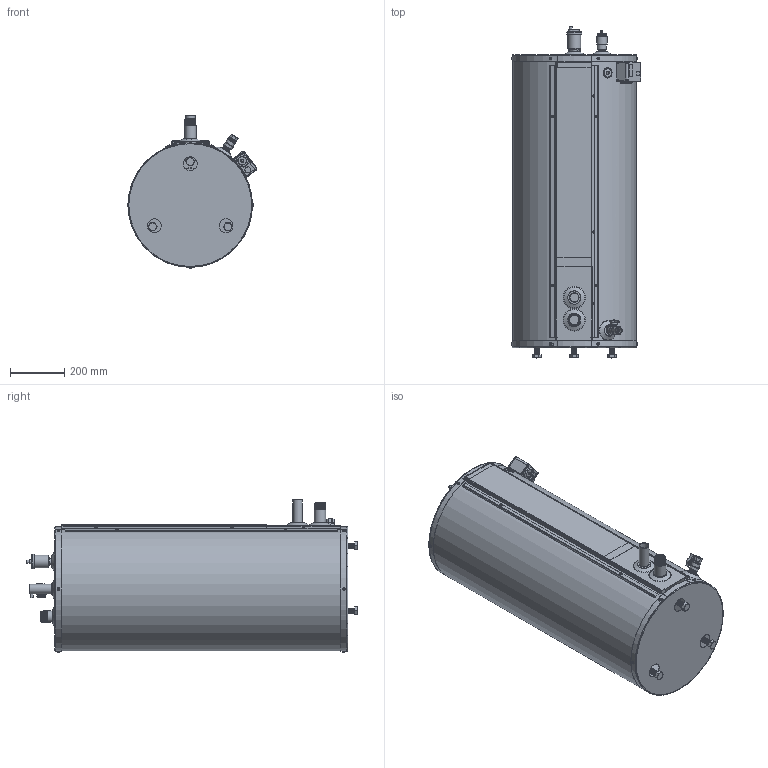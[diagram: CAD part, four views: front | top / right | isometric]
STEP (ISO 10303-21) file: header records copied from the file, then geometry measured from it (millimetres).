
FILE_DESCRIPTION (( 'STEP AP214' ), '1' );
FILE_NAME ('Turbomax 23.STEP', '2019-09-26T18:28:16', ( '' ), ( '' ), 'SwSTEP 2.0', 'SolidWorks 2019', '' );
FILE_SCHEMA (( 'AUTOMOTIVE_DESIGN' ));
Length unit declared in the file: inch
Products named in the file (1): Turbomax 23
Bounding box: 476.99 x 1223.04 x 560.64 mm (x, y, z)
Volume: 2512858.3 mm3; surface area: 4606693.9 mm2
Topology: 60 solids, 61 shells, 2374 faces, 5376 edges, 3172 vertices
Faces by surface type: plane 882, cone 700, cylinder 591, bspline 109, torus 78, sphere 14
Full cylindrical faces by diameter (mm): 2.381 x2, 3.566 x220, 4.039 x2, 4.763 x6, 4.826 x20, 5.08 x2, 5.105 x14, 5.588 x2, 7.62 x2, 9.474 x20, 11.113 x1, 12.065 x1, 12.7 x2, 13.97 x1, 14.097 x1, 15.037 x1, 19.05 x72, 20.93 x2, 21.59 x2, 22.225 x2, 23.012 x3, 25.4 x3, 26.67 x2, 30.353 x1, 30.607 x1, 31.75 x2, 32.131 x1, 32.69 x1, 33.338 x3, 33.655 x1
Entity records: 117828 total; most frequent: CARTESIAN_POINT 38438, DIRECTION 9940, ORIENTED_EDGE 8370, EDGE_CURVE 4185, AXIS2_PLACEMENT_3D 3952, EDGE_LOOP 3643, VERTEX_POINT 3096, FACE_OUTER_BOUND 2848
